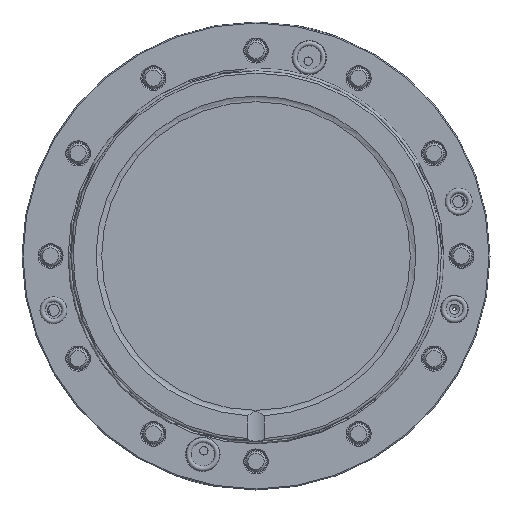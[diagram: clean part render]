
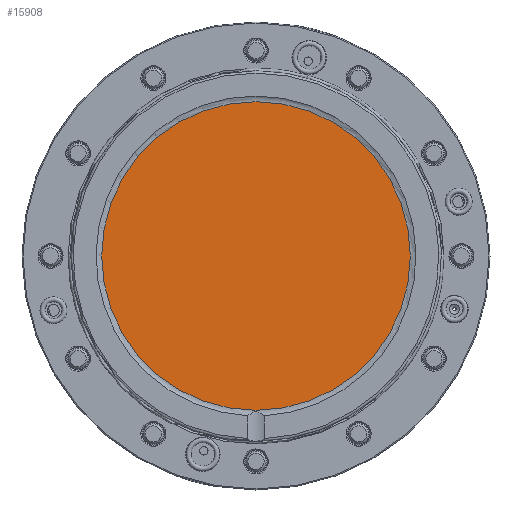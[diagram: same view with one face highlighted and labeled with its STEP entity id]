
A CAD part, front view. The second image highlights one B-rep face of the part: STEP entity #15908.
In plain terms, the highlighted planar face has unit normal (0, -1, 0).
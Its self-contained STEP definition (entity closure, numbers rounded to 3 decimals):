
#1122 = EDGE_LOOP ( 'NONE', ( #14421 ) ) ;
#1485 = PLANE ( 'NONE',  #14733 ) ;
#1621 = DIRECTION ( 'NONE',  ( 0., 1., 0. ) ) ;
#3559 = FACE_OUTER_BOUND ( 'NONE', #1122, .T. ) ;
#6144 = DIRECTION ( 'NONE',  ( 0., 0., 1. ) ) ;
#7351 = CARTESIAN_POINT ( 'NONE',  ( 0., -17.6, 0. ) ) ;
#10933 = DIRECTION ( 'NONE',  ( 0., 0., 1. ) ) ;
#12025 = CARTESIAN_POINT ( 'NONE',  ( 0., -17.6, 0. ) ) ;
#14421 = ORIENTED_EDGE ( 'NONE', *, *, #19004, .F. ) ;
#14733 = AXIS2_PLACEMENT_3D ( 'NONE', #7351, #1621, #10933 ) ;
#15790 = VERTEX_POINT ( 'NONE', #20027 ) ;
#15908 = ADVANCED_FACE ( 'NONE', ( #3559 ), #1485, .F. ) ;
#16576 = AXIS2_PLACEMENT_3D ( 'NONE', #12025, #23966, #6144 ) ;
#19004 = EDGE_CURVE ( 'NONE', #15790, #15790, #21088, .T. ) ;
#20027 = CARTESIAN_POINT ( 'NONE',  ( 0., -17.6, 45.842 ) ) ;
#21088 = CIRCLE ( 'NONE', #16576, 45.842 ) ;
#23966 = DIRECTION ( 'NONE',  ( 0., 1., 0. ) ) ;
